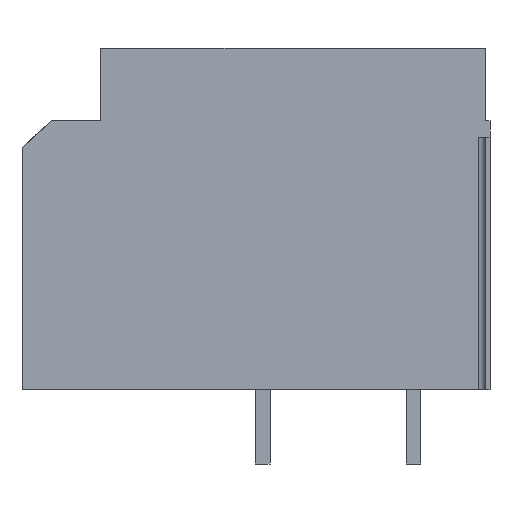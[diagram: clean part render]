
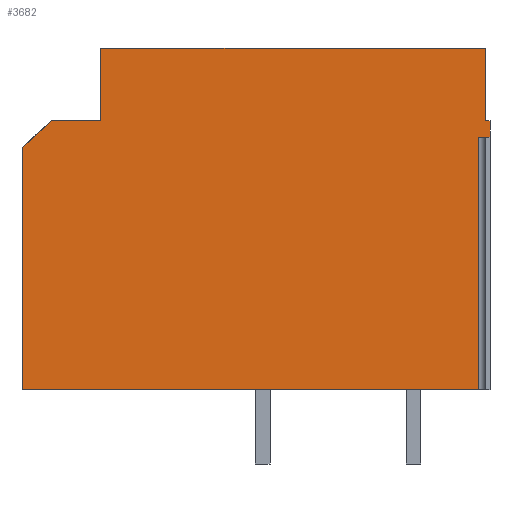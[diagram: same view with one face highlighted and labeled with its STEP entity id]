
A CAD part, left-side view. The second image highlights one B-rep face of the part: STEP entity #3682.
In plain terms, the highlighted planar face has unit normal (-1, 0, 0).
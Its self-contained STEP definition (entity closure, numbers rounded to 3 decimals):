
#134=DIRECTION('',(0.,0.743,-0.669));
#135=VECTOR('',#134,26.907);
#136=CARTESIAN_POINT('',(-108.,295.,66.));
#137=LINE('',#136,#135);
#138=DIRECTION('',(0.,1.,0.));
#139=VECTOR('',#138,33.);
#140=CARTESIAN_POINT('',(-108.,262.,66.));
#141=LINE('',#140,#139);
#142=DIRECTION('',(0.,0.,-1.));
#143=VECTOR('',#142,49.);
#144=CARTESIAN_POINT('',(-108.,262.,115.));
#145=LINE('',#144,#143);
#146=DIRECTION('',(0.,-1.,0.));
#147=VECTOR('',#146,259.);
#148=CARTESIAN_POINT('',(-108.,262.,115.));
#149=LINE('',#148,#147);
#150=DIRECTION('',(0.,0.,-1.));
#151=VECTOR('',#150,49.);
#152=CARTESIAN_POINT('',(-108.,3.,115.));
#153=LINE('',#152,#151);
#154=DIRECTION('',(0.,-1.,0.));
#155=VECTOR('',#154,3.);
#156=CARTESIAN_POINT('',(-108.,3.,66.));
#157=LINE('',#156,#155);
#158=DIRECTION('',(0.,0.,-1.));
#159=VECTOR('',#158,170.);
#160=CARTESIAN_POINT('',(-108.,8.,55.));
#161=LINE('',#160,#159);
#166=DIRECTION('',(0.,0.,1.));
#167=VECTOR('',#166,163.);
#168=CARTESIAN_POINT('',(-108.,315.,-115.));
#169=LINE('',#168,#167);
#1034=DIRECTION('',(0.,0.,-1.));
#1035=VECTOR('',#1034,11.);
#1036=CARTESIAN_POINT('',(-108.,0.,66.));
#1037=LINE('',#1036,#1035);
#1232=DIRECTION('',(0.,-1.,0.));
#1233=VECTOR('',#1232,307.);
#1234=CARTESIAN_POINT('',(-108.,315.,-115.));
#1235=LINE('',#1234,#1233);
#1358=DIRECTION('',(0.,-1.,0.));
#1359=VECTOR('',#1358,8.);
#1360=CARTESIAN_POINT('',(-108.,8.,55.));
#1361=LINE('',#1360,#1359);
#2933=CARTESIAN_POINT('',(-108.,315.,-115.));
#2935=VERTEX_POINT('',#2933);
#2942=CARTESIAN_POINT('',(-108.,0.,55.));
#2943=VERTEX_POINT('',#2942);
#2950=CARTESIAN_POINT('',(-108.,262.,115.));
#2952=VERTEX_POINT('',#2950);
#2954=CARTESIAN_POINT('',(-108.,3.,66.));
#2955=CARTESIAN_POINT('',(-108.,0.,66.));
#2956=VERTEX_POINT('',#2954);
#2957=VERTEX_POINT('',#2955);
#2958=CARTESIAN_POINT('',(-108.,262.,66.));
#2959=VERTEX_POINT('',#2958);
#2962=CARTESIAN_POINT('',(-108.,3.,115.));
#2963=VERTEX_POINT('',#2962);
#3078=CARTESIAN_POINT('',(-108.,8.,55.));
#3079=CARTESIAN_POINT('',(-108.,8.,-115.));
#3080=VERTEX_POINT('',#3078);
#3081=VERTEX_POINT('',#3079);
#3211=CARTESIAN_POINT('',(-108.,315.,48.));
#3213=VERTEX_POINT('',#3211);
#3214=CARTESIAN_POINT('',(-108.,295.,66.));
#3216=VERTEX_POINT('',#3214);
#3655=CARTESIAN_POINT('',(-108.,3.,115.));
#3656=DIRECTION('',(1.,0.,0.));
#3657=DIRECTION('',(0.,1.,0.));
#3658=AXIS2_PLACEMENT_3D('',#3655,#3656,#3657);
#3659=PLANE('',#3658);
#3661=ORIENTED_EDGE('',*,*,#3660,.T.);
#3663=ORIENTED_EDGE('',*,*,#3662,.F.);
#3665=ORIENTED_EDGE('',*,*,#3664,.F.);
#3666=ORIENTED_EDGE('',*,*,#3646,.F.);
#3667=ORIENTED_EDGE('',*,*,#3565,.T.);
#3669=ORIENTED_EDGE('',*,*,#3668,.T.);
#3671=ORIENTED_EDGE('',*,*,#3670,.T.);
#3673=ORIENTED_EDGE('',*,*,#3672,.T.);
#3675=ORIENTED_EDGE('',*,*,#3674,.F.);
#3677=ORIENTED_EDGE('',*,*,#3676,.T.);
#3679=ORIENTED_EDGE('',*,*,#3678,.F.);
#3680=EDGE_LOOP('',(#3661,#3663,#3665,#3666,#3667,#3669,#3671,#3673,#3675,#3677,
#3679));
#3681=FACE_OUTER_BOUND('',#3680,.F.);
#3565=EDGE_CURVE('',#2952,#2963,#149,.T.);
#3646=EDGE_CURVE('',#2952,#2959,#145,.T.);
#3660=EDGE_CURVE('',#2935,#3213,#169,.T.);
#3662=EDGE_CURVE('',#3216,#3213,#137,.T.);
#3664=EDGE_CURVE('',#2959,#3216,#141,.T.);
#3668=EDGE_CURVE('',#2963,#2956,#153,.T.);
#3670=EDGE_CURVE('',#2956,#2957,#157,.T.);
#3672=EDGE_CURVE('',#2957,#2943,#1037,.T.);
#3674=EDGE_CURVE('',#3080,#2943,#1361,.T.);
#3676=EDGE_CURVE('',#3080,#3081,#161,.T.);
#3678=EDGE_CURVE('',#2935,#3081,#1235,.T.);
#3682=ADVANCED_FACE('',(#3681),#3659,.F.);
